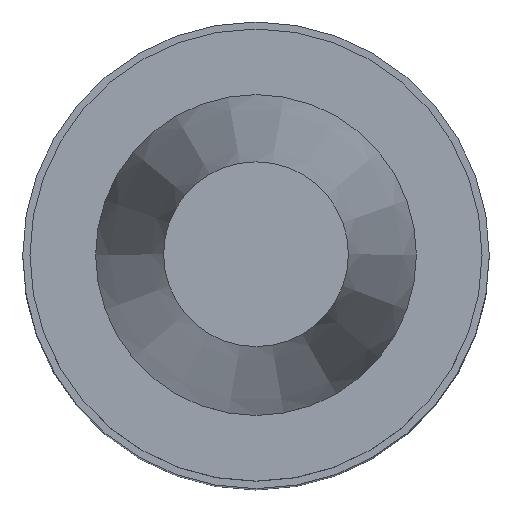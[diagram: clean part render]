
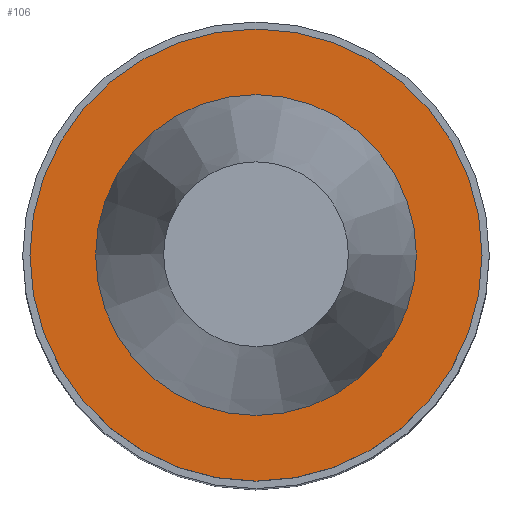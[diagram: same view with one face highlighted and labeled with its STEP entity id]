
A CAD part, top view. The second image highlights one B-rep face of the part: STEP entity #106.
In plain terms, the highlighted planar face has unit normal (0, 0, 1).
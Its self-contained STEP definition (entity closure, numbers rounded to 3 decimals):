
#7 = CARTESIAN_POINT ( 'NONE',  ( 49.215, 0., -1.5 ) ) ;
#37 = EDGE_LOOP ( 'NONE', ( #122 ) ) ;
#41 = VERTEX_POINT ( 'NONE', #340 ) ;
#45 = CARTESIAN_POINT ( 'NONE',  ( 0., 49.215, -1.5 ) ) ;
#77 = PLANE ( 'NONE',  #103 ) ;
#81 = FACE_BOUND ( 'NONE', #156, .T. ) ;
#88 = CARTESIAN_POINT ( 'NONE',  ( 0., 0., -1.5 ) ) ;
#89 = EDGE_CURVE ( 'NONE', #222, #222, #205, .T. ) ;
#103 = AXIS2_PLACEMENT_3D ( 'NONE', #45, #331, #195 ) ;
#106 = ADVANCED_FACE ( 'NONE', ( #81, #200 ), #77, .F. ) ;
#110 = DIRECTION ( 'NONE',  ( 0., 0., 1. ) ) ;
#122 = ORIENTED_EDGE ( 'NONE', *, *, #89, .T. ) ;
#136 = AXIS2_PLACEMENT_3D ( 'NONE', #88, #336, #179 ) ;
#156 = EDGE_LOOP ( 'NONE', ( #342 ) ) ;
#179 = DIRECTION ( 'NONE',  ( 1., 0., 0. ) ) ;
#195 = DIRECTION ( 'NONE',  ( -1., 0., 0. ) ) ;
#200 = FACE_OUTER_BOUND ( 'NONE', #37, .T. ) ;
#201 = EDGE_CURVE ( 'NONE', #41, #41, #258, .T. ) ;
#205 = CIRCLE ( 'NONE', #339, 49.215 ) ;
#222 = VERTEX_POINT ( 'NONE', #7 ) ;
#258 = CIRCLE ( 'NONE', #136, 34.925 ) ;
#299 = DIRECTION ( 'NONE',  ( 1., 0., 0. ) ) ;
#331 = DIRECTION ( 'NONE',  ( 0., 0., -1. ) ) ;
#336 = DIRECTION ( 'NONE',  ( 0., 0., 1. ) ) ;
#339 = AXIS2_PLACEMENT_3D ( 'NONE', #350, #110, #299 ) ;
#340 = CARTESIAN_POINT ( 'NONE',  ( 34.925, 0., -1.5 ) ) ;
#342 = ORIENTED_EDGE ( 'NONE', *, *, #201, .F. ) ;
#350 = CARTESIAN_POINT ( 'NONE',  ( 0., 0., -1.5 ) ) ;
